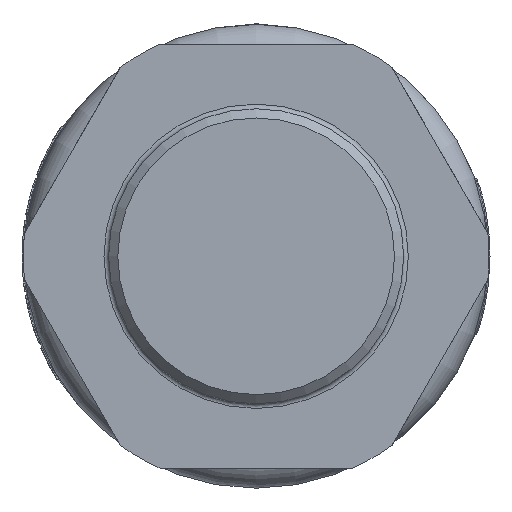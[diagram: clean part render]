
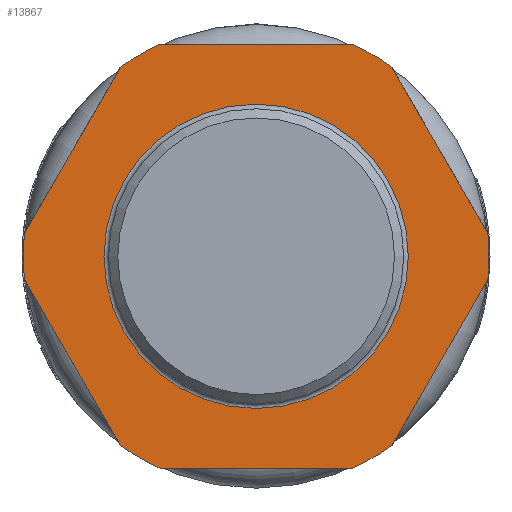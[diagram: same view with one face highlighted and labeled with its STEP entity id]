
A CAD part, left-side view. The second image highlights one B-rep face of the part: STEP entity #13867.
In plain terms, the highlighted planar face has unit normal (-1, 0, 0).
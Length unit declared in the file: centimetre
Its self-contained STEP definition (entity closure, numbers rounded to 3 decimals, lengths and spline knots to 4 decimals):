
#400=LINE('',#19527,#1068);
#403=LINE('',#19557,#1071);
#406=LINE('',#19587,#1074);
#409=LINE('',#19617,#1077);
#412=LINE('',#19647,#1080);
#415=LINE('',#19677,#1083);
#1068=VECTOR('',#16094,1.);
#1071=VECTOR('',#16099,1.);
#1074=VECTOR('',#16104,1.);
#1077=VECTOR('',#16109,1.);
#1080=VECTOR('',#16114,1.);
#1083=VECTOR('',#16119,1.);
#2454=FACE_BOUND('',#3563,.T.);
#2763=FACE_OUTER_BOUND('',#3562,.T.);
#3562=EDGE_LOOP('',(#8681,#8682,#8683,#8684,#8685,#8686,#8687,#8688,#8689,
#8690,#8691,#8692));
#3563=EDGE_LOOP('',(#8693));
#4444=CIRCLE('',#14691,2.525);
#4445=CIRCLE('',#14693,2.525);
#4446=CIRCLE('',#14695,2.525);
#4447=CIRCLE('',#14697,2.525);
#4448=CIRCLE('',#14699,2.525);
#4449=CIRCLE('',#14701,2.525);
#4450=CIRCLE('',#14702,1.65);
#5095=VERTEX_POINT('',#19524);
#5096=VERTEX_POINT('',#19526);
#5099=VERTEX_POINT('',#19554);
#5100=VERTEX_POINT('',#19556);
#5103=VERTEX_POINT('',#19584);
#5104=VERTEX_POINT('',#19586);
#5107=VERTEX_POINT('',#19614);
#5108=VERTEX_POINT('',#19616);
#5111=VERTEX_POINT('',#19644);
#5112=VERTEX_POINT('',#19646);
#5115=VERTEX_POINT('',#19674);
#5116=VERTEX_POINT('',#19676);
#5117=VERTEX_POINT('',#19698);
#6528=EDGE_CURVE('',#5096,#5095,#400,.T.);
#6532=EDGE_CURVE('',#5100,#5099,#403,.T.);
#6536=EDGE_CURVE('',#5104,#5103,#406,.T.);
#6540=EDGE_CURVE('',#5108,#5107,#409,.T.);
#6544=EDGE_CURVE('',#5112,#5111,#412,.T.);
#6548=EDGE_CURVE('',#5116,#5115,#415,.T.);
#6556=EDGE_CURVE('',#5116,#5103,#4444,.T.);
#6557=EDGE_CURVE('',#5104,#5107,#4445,.T.);
#6558=EDGE_CURVE('',#5100,#5111,#4446,.T.);
#6559=EDGE_CURVE('',#5108,#5099,#4447,.T.);
#6560=EDGE_CURVE('',#5096,#5115,#4448,.T.);
#6561=EDGE_CURVE('',#5112,#5095,#4449,.T.);
#6562=EDGE_CURVE('',#5117,#5117,#4450,.T.);
#8681=ORIENTED_EDGE('',*,*,#6528,.T.);
#8682=ORIENTED_EDGE('',*,*,#6561,.F.);
#8683=ORIENTED_EDGE('',*,*,#6544,.T.);
#8684=ORIENTED_EDGE('',*,*,#6558,.F.);
#8685=ORIENTED_EDGE('',*,*,#6532,.T.);
#8686=ORIENTED_EDGE('',*,*,#6559,.F.);
#8687=ORIENTED_EDGE('',*,*,#6540,.T.);
#8688=ORIENTED_EDGE('',*,*,#6557,.F.);
#8689=ORIENTED_EDGE('',*,*,#6536,.T.);
#8690=ORIENTED_EDGE('',*,*,#6556,.F.);
#8691=ORIENTED_EDGE('',*,*,#6548,.T.);
#8692=ORIENTED_EDGE('',*,*,#6560,.F.);
#8693=ORIENTED_EDGE('',*,*,#6562,.T.);
#12769=PLANE('',#14700);
#13867=ADVANCED_FACE('',(#2763,#2454),#12769,.T.);
#14691=AXIS2_PLACEMENT_3D('',#19687,#16137,#16138);
#14693=AXIS2_PLACEMENT_3D('',#19689,#16141,#16142);
#14695=AXIS2_PLACEMENT_3D('',#19691,#16145,#16146);
#14697=AXIS2_PLACEMENT_3D('',#19693,#16149,#16150);
#14699=AXIS2_PLACEMENT_3D('',#19695,#16153,#16154);
#14700=AXIS2_PLACEMENT_3D('',#19696,#16155,#16156);
#14701=AXIS2_PLACEMENT_3D('',#19697,#16157,#16158);
#14702=AXIS2_PLACEMENT_3D('',#19699,#16159,#16160);
#16094=DIRECTION('',(0.,0.5,0.866));
#16099=DIRECTION('',(0.,0.5,-0.866));
#16104=DIRECTION('',(0.,-1.,0.));
#16109=DIRECTION('',(0.,-0.5,-0.866));
#16114=DIRECTION('',(0.,1.,0.));
#16119=DIRECTION('',(0.,-0.5,0.866));
#16137=DIRECTION('center_axis',(1.,0.,0.));
#16138=DIRECTION('ref_axis',(0.,-1.,0.));
#16141=DIRECTION('center_axis',(1.,0.,0.));
#16142=DIRECTION('ref_axis',(0.,-1.,0.));
#16145=DIRECTION('center_axis',(1.,0.,0.));
#16146=DIRECTION('ref_axis',(0.,-1.,0.));
#16149=DIRECTION('center_axis',(1.,0.,0.));
#16150=DIRECTION('ref_axis',(0.,-1.,0.));
#16153=DIRECTION('center_axis',(1.,0.,0.));
#16154=DIRECTION('ref_axis',(0.,-1.,0.));
#16155=DIRECTION('center_axis',(-1.,0.,0.));
#16156=DIRECTION('ref_axis',(0.,1.,0.));
#16157=DIRECTION('center_axis',(1.,0.,0.));
#16158=DIRECTION('ref_axis',(0.,-1.,0.));
#16159=DIRECTION('center_axis',(1.,0.,0.));
#16160=DIRECTION('ref_axis',(0.,-1.,0.));
#19524=CARTESIAN_POINT('',(-5.7125,-1.4709,2.0523));
#19526=CARTESIAN_POINT('',(-5.7125,-2.5128,0.2477));
#19527=CARTESIAN_POINT('',(-5.7125,-2.799,-0.248));
#19554=CARTESIAN_POINT('',(-5.7125,2.5128,0.2477));
#19556=CARTESIAN_POINT('',(-5.7125,1.4709,2.0523));
#19557=CARTESIAN_POINT('',(-5.7125,2.2781,0.6543));
#19584=CARTESIAN_POINT('',(-5.7125,-1.0419,-2.3));
#19586=CARTESIAN_POINT('',(-5.7125,1.0419,-2.3));
#19587=CARTESIAN_POINT('',(-5.7125,0.521,-2.3));
#19614=CARTESIAN_POINT('',(-5.7125,1.4709,-2.0523));
#19616=CARTESIAN_POINT('',(-5.7125,2.5128,-0.2477));
#19617=CARTESIAN_POINT('',(-5.7125,1.7057,-1.6457));
#19644=CARTESIAN_POINT('',(-5.7125,1.0419,2.3));
#19646=CARTESIAN_POINT('',(-5.7125,-1.0419,2.3));
#19647=CARTESIAN_POINT('',(-5.7125,-0.521,2.3));
#19674=CARTESIAN_POINT('',(-5.7125,-2.5128,-0.2477));
#19676=CARTESIAN_POINT('',(-5.7125,-1.4709,-2.0523));
#19677=CARTESIAN_POINT('',(-5.7125,-1.1847,-2.548));
#19687=CARTESIAN_POINT('Origin',(-5.7125,0.,
0.));
#19689=CARTESIAN_POINT('Origin',(-5.7125,0.,
0.));
#19691=CARTESIAN_POINT('Origin',(-5.7125,0.,
0.));
#19693=CARTESIAN_POINT('Origin',(-5.7125,0.,
0.));
#19695=CARTESIAN_POINT('Origin',(-5.7125,0.,
0.));
#19696=CARTESIAN_POINT('Origin',(-5.7125,0.,
-2.525));
#19697=CARTESIAN_POINT('Origin',(-5.7125,0.,
0.));
#19698=CARTESIAN_POINT('',(-5.7125,0.,-1.65));
#19699=CARTESIAN_POINT('Origin',(-5.7125,0.,
0.));
